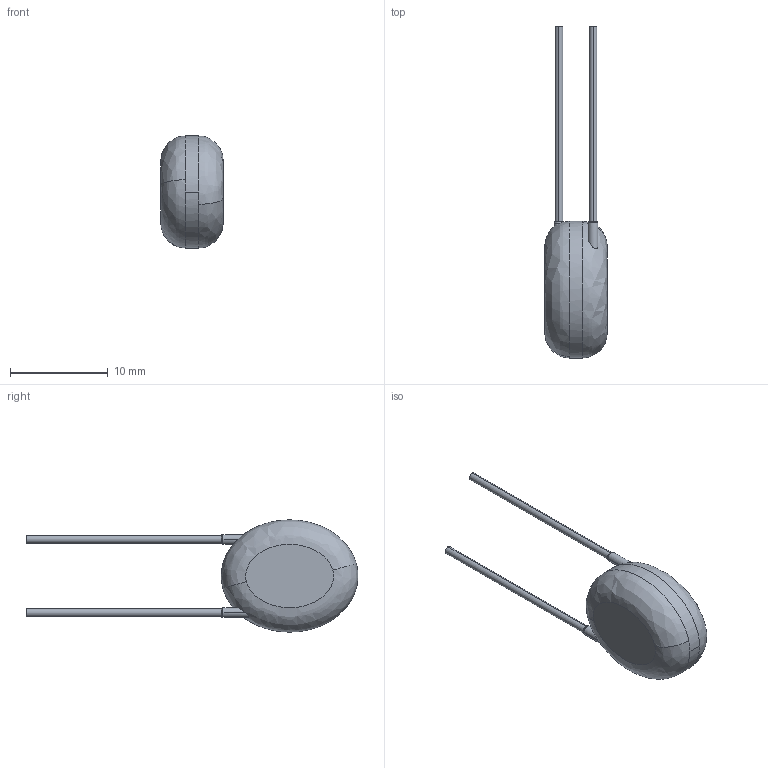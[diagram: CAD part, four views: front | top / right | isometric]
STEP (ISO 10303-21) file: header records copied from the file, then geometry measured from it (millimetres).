
FILE_DESCRIPTION (( 'STEP AP214' ), '1' );
FILE_NAME ('varistor diam11.5x14.5.STEP', '2021-04-16T17:25:10', ( '' ), ( '' ), 'SwSTEP 2.0', 'SolidWorks 2020', '' );
FILE_SCHEMA (( 'AUTOMOTIVE_DESIGN' ));
Length unit declared in the file: millimetre
Products named in the file (1): varistor diam11.5x14.5
Bounding box: 6.4 x 34 x 11.5 mm (x, y, z)
Volume: 734.3 mm3; surface area: 530.5 mm2
Topology: 1 solids, 1 shells, 22 faces, 50 edges, 32 vertices
Faces by surface type: cylinder 8, bspline 6, torus 4, plane 4
Entity records: 1708 total; most frequent: CARTESIAN_POINT 967, ORIENTED_EDGE 100, DIRECTION 92, EDGE_CURVE 50, AXIS2_PLACEMENT_3D 41, VERTEX_POINT 32, UNCERTAINTY_MEASURE_WITH_UNIT 25, COLOUR_RGB 24
